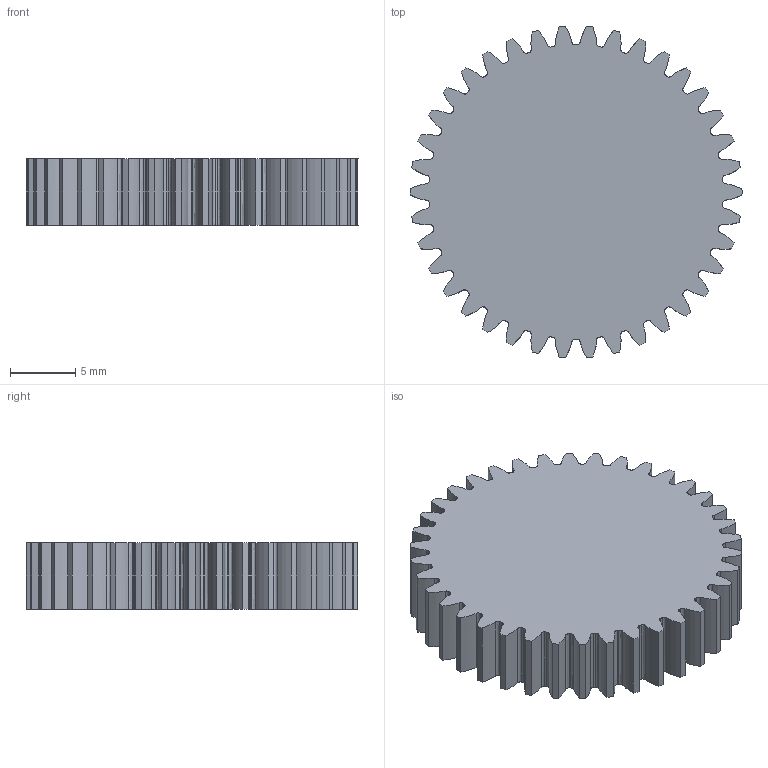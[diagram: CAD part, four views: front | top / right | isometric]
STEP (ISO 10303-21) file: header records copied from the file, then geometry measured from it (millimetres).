
FILE_DESCRIPTION(/* description */ (''),/* implementation_level */ '2;1');
FILE_NAME(/* name */ '38t Gear v1.step',/* time_stamp */ '2019-06-07T23:11:22-07:00',/* author */ (''),/* organization */ (''),/* preprocessor_version */ 'ST-DEVELOPER v18',/* originating_system */ 'Autodesk Translation Framework v8.2.0.1029',/* authorisation */ '');
FILE_SCHEMA (('AUTOMOTIVE_DESIGN { 1 0 10303 214 3 1 1 }'));
Length unit declared in the file: inch
Products named in the file (2): 36t Gear; Spur Gear (38 teeth) (1)
Assembly tree (1 placements, depth 2):
  36t Gear
    Spur Gear (38 teeth) (1)
Bounding box: 25.4 x 25.35 x 5.08 mm (x, y, z)
Volume: 2303.5 mm3; surface area: 1669.6 mm2
Topology: 1 solids, 1 shells, 230 faces, 684 edges, 456 vertices
Faces by surface type: bspline 152, cylinder 76, plane 2
Entity records: 30627 total; most frequent: CARTESIAN_POINT 25841, ORIENTED_EDGE 1368, EDGE_CURVE 684, DIRECTION 542, VERTEX_POINT 456, B_SPLINE_CURVE_WITH_KNOTS 304, AXIS2_PLACEMENT_3D 233, FACE_OUTER_BOUND 230
